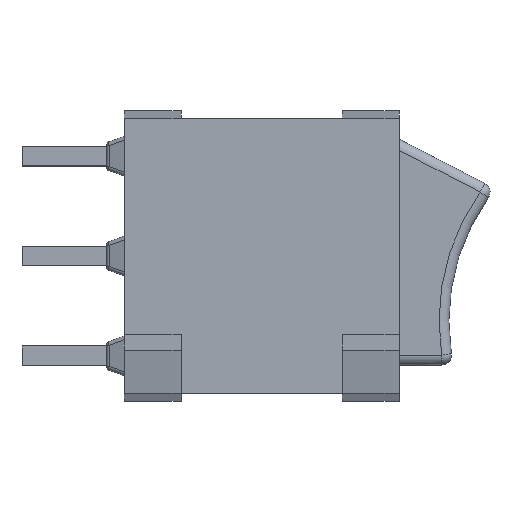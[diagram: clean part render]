
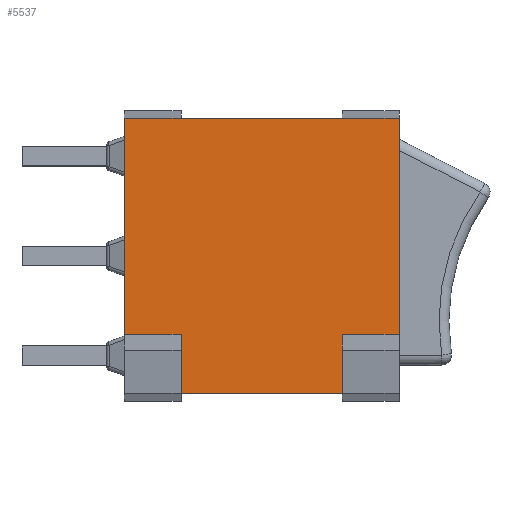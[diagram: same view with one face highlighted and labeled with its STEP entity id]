
A CAD part, top view. The second image highlights one B-rep face of the part: STEP entity #5537.
In plain terms, the highlighted planar face has unit normal (0, 0, 1).
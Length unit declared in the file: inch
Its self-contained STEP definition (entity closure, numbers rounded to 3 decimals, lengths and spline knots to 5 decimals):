
#4345=CARTESIAN_POINT('',(0.2185,0.1378,0.08858));
#4346=VERTEX_POINT('',#4345);
#4393=CARTESIAN_POINT('',(0.05709,0.1378,0.08858));
#4394=VERTEX_POINT('',#4393);
#4425=CARTESIAN_POINT('',(0.05709,-0.1378,0.08858));
#4426=VERTEX_POINT('',#4425);
#4473=CARTESIAN_POINT('',(0.2185,-0.1378,0.08858));
#4474=VERTEX_POINT('',#4473);
#4534=CARTESIAN_POINT('',(0.05709,0.1378,0.08858));
#4535=DIRECTION('',(1.0,0.0,0.0));
#4536=VECTOR('',#4535,0.16142);
#4537=LINE('',#4534,#4536);
#4538=EDGE_CURVE('',#4394,#4346,#4537,.T.);
#4647=CARTESIAN_POINT('',(0.0,0.1378,0.08858));
#4648=VERTEX_POINT('',#4647);
#4655=CARTESIAN_POINT('',(0.0,0.1378,0.08858));
#4656=DIRECTION('',(1.0,0.0,0.0));
#4657=VECTOR('',#4656,0.05709);
#4658=LINE('',#4655,#4657);
#4659=EDGE_CURVE('',#4648,#4394,#4658,.T.);
#4670=CARTESIAN_POINT('',(0.27559,0.1378,0.08858));
#4671=VERTEX_POINT('',#4670);
#4672=CARTESIAN_POINT('',(0.2185,0.1378,0.08858));
#4673=DIRECTION('',(1.0,0.0,0.0));
#4674=VECTOR('',#4673,0.05709);
#4675=LINE('',#4672,#4674);
#4676=EDGE_CURVE('',#4346,#4671,#4675,.T.);
#4748=CARTESIAN_POINT('',(0.05709,-0.1378,0.08858));
#4749=DIRECTION('',(1.0,0.0,0.0));
#4750=VECTOR('',#4749,0.16142);
#4751=LINE('',#4748,#4750);
#4752=EDGE_CURVE('',#4426,#4474,#4751,.T.);
#4907=CARTESIAN_POINT('',(0.2185,-0.07874,0.08858));
#4908=VERTEX_POINT('',#4907);
#4917=CARTESIAN_POINT('',(0.2185,-0.07874,0.08858));
#4918=DIRECTION('',(0.0,-1.0,0.0));
#4919=VECTOR('',#4918,0.05906);
#4920=LINE('',#4917,#4919);
#4921=EDGE_CURVE('',#4908,#4474,#4920,.T.);
#4947=CARTESIAN_POINT('',(0.05709,-0.07874,0.08858));
#4948=VERTEX_POINT('',#4947);
#4969=CARTESIAN_POINT('',(0.05709,-0.07874,0.08858));
#4970=DIRECTION('',(0.0,-1.0,0.0));
#4971=VECTOR('',#4970,0.05906);
#4972=LINE('',#4969,#4971);
#4973=EDGE_CURVE('',#4948,#4426,#4972,.T.);
#5060=CARTESIAN_POINT('',(0.0,-0.07874,0.08858));
#5061=VERTEX_POINT('',#5060);
#5062=CARTESIAN_POINT('',(0.0,-0.07874,0.08858));
#5063=DIRECTION('',(1.0,0.0,0.0));
#5064=VECTOR('',#5063,0.05709);
#5065=LINE('',#5062,#5064);
#5066=EDGE_CURVE('',#5061,#4948,#5065,.T.);
#5099=CARTESIAN_POINT('',(0.27559,-0.07874,0.08858));
#5100=VERTEX_POINT('',#5099);
#5107=CARTESIAN_POINT('',(0.2185,-0.07874,0.08858));
#5108=DIRECTION('',(1.0,0.0,0.0));
#5109=VECTOR('',#5108,0.05709);
#5110=LINE('',#5107,#5109);
#5111=EDGE_CURVE('',#4908,#5100,#5110,.T.);
#5510=CARTESIAN_POINT('',(-0.01378,-0.15157,0.08858));
#5511=DIRECTION('',(0.0,0.0,1.0));
#5512=DIRECTION('',(1.0,0.0,0.0));
#5513=AXIS2_PLACEMENT_3D('',#5510,#5511,#5512);
#5514=PLANE('',#5513);
#5515=ORIENTED_EDGE('',*,*,#5111,.T.);
#5516=CARTESIAN_POINT('',(0.27559,-0.07874,0.08858));
#5517=DIRECTION('',(0.0,1.0,0.0));
#5518=VECTOR('',#5517,0.21654);
#5519=LINE('',#5516,#5518);
#5520=EDGE_CURVE('',#5100,#4671,#5519,.T.);
#5521=ORIENTED_EDGE('',*,*,#5520,.T.);
#5522=ORIENTED_EDGE('',*,*,#4676,.F.);
#5523=ORIENTED_EDGE('',*,*,#4538,.F.);
#5524=ORIENTED_EDGE('',*,*,#4659,.F.);
#5525=CARTESIAN_POINT('',(0.0,0.1378,0.08858));
#5526=DIRECTION('',(0.0,-1.0,0.0));
#5527=VECTOR('',#5526,0.21654);
#5528=LINE('',#5525,#5527);
#5529=EDGE_CURVE('',#4648,#5061,#5528,.T.);
#5530=ORIENTED_EDGE('',*,*,#5529,.T.);
#5531=ORIENTED_EDGE('',*,*,#5066,.T.);
#5532=ORIENTED_EDGE('',*,*,#4973,.T.);
#5533=ORIENTED_EDGE('',*,*,#4752,.T.);
#5534=ORIENTED_EDGE('',*,*,#4921,.F.);
#5535=EDGE_LOOP('',(#5515,#5521,#5522,#5523,#5524,#5530,#5531,#5532,#5533,#5534));
#5536=FACE_OUTER_BOUND('',#5535,.T.);
#5537=ADVANCED_FACE('',(#5536),#5514,.T.);
